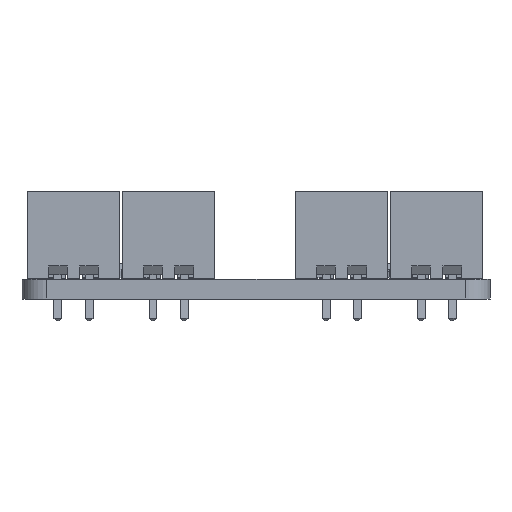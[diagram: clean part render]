
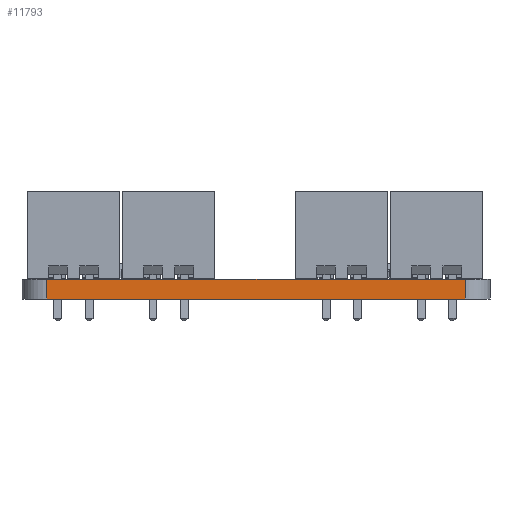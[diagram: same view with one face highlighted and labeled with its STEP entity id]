
A CAD part, left-side view. The second image highlights one B-rep face of the part: STEP entity #11793.
In plain terms, the highlighted planar face has unit normal (-1, 0, 0).
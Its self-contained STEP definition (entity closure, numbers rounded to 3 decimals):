
#10716 = VERTEX_POINT('',#10717);
#10717 = CARTESIAN_POINT('',(44.113,-37.22,0.));
#10724 = EDGE_CURVE('',#10725,#10716,#10727,.T.);
#10725 = VERTEX_POINT('',#10726);
#10726 = CARTESIAN_POINT('',(44.113,-70.73,0.));
#10727 = LINE('',#10728,#10729);
#10728 = CARTESIAN_POINT('',(44.113,-70.73,0.));
#10729 = VECTOR('',#10730,1.);
#10730 = DIRECTION('',(0.,1.,0.));
#11241 = VERTEX_POINT('',#11242);
#11242 = CARTESIAN_POINT('',(44.113,-37.22,1.6));
#11249 = EDGE_CURVE('',#11250,#11241,#11252,.T.);
#11250 = VERTEX_POINT('',#11251);
#11251 = CARTESIAN_POINT('',(44.113,-70.73,1.6));
#11252 = LINE('',#11253,#11254);
#11253 = CARTESIAN_POINT('',(44.113,-70.73,1.6));
#11254 = VECTOR('',#11255,1.);
#11255 = DIRECTION('',(0.,1.,0.));
#11763 = EDGE_CURVE('',#10716,#11241,#11764,.T.);
#11764 = LINE('',#11765,#11766);
#11765 = CARTESIAN_POINT('',(44.113,-37.22,0.));
#11766 = VECTOR('',#11767,1.);
#11767 = DIRECTION('',(0.,0.,1.));
#11793 = ADVANCED_FACE('',(#11794),#11805,.T.);
#11794 = FACE_BOUND('',#11795,.T.);
#11795 = EDGE_LOOP('',(#11796,#11802,#11803,#11804));
#11796 = ORIENTED_EDGE('',*,*,#11797,.T.);
#11797 = EDGE_CURVE('',#10725,#11250,#11798,.T.);
#11798 = LINE('',#11799,#11800);
#11799 = CARTESIAN_POINT('',(44.113,-70.73,0.));
#11800 = VECTOR('',#11801,1.);
#11801 = DIRECTION('',(0.,0.,1.));
#11802 = ORIENTED_EDGE('',*,*,#11249,.T.);
#11803 = ORIENTED_EDGE('',*,*,#11763,.F.);
#11804 = ORIENTED_EDGE('',*,*,#10724,.F.);
#11805 = PLANE('',#11806);
#11806 = AXIS2_PLACEMENT_3D('',#11807,#11808,#11809);
#11807 = CARTESIAN_POINT('',(44.113,-70.73,0.));
#11808 = DIRECTION('',(-1.,0.,0.));
#11809 = DIRECTION('',(0.,1.,0.));
